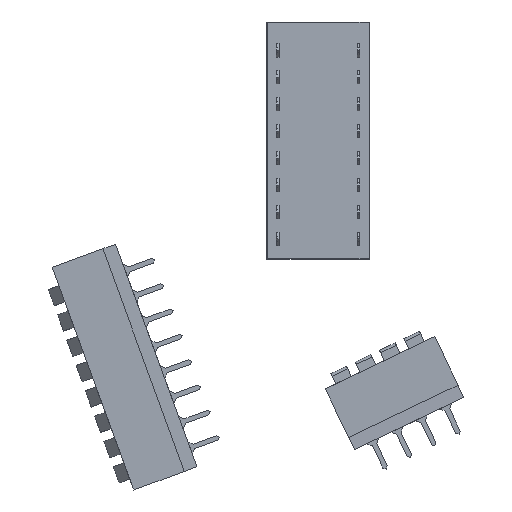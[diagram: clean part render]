
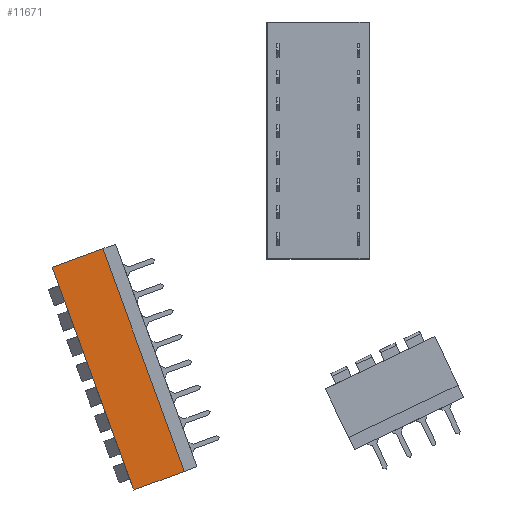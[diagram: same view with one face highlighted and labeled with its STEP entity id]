
A CAD part, front view. The second image highlights one B-rep face of the part: STEP entity #11671.
In plain terms, the highlighted face is planar.
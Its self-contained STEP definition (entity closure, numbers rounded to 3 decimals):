
#590 = EDGE_CURVE ( 'NONE', #2609, #10347, #9877, .T. ) ;
#1427 = DIRECTION ( 'NONE',  ( 1., 0., 0. ) ) ;
#1549 = VECTOR ( 'NONE', #11482, 1000. ) ;
#1923 = VECTOR ( 'NONE', #8770, 1000. ) ;
#1936 = VECTOR ( 'NONE', #13348, 1000. ) ;
#2248 = LINE ( 'NONE', #12858, #1923 ) ;
#2277 = AXIS2_PLACEMENT_3D ( 'NONE', #7618, #1427, #8663 ) ;
#2528 = CARTESIAN_POINT ( 'NONE',  ( -1.016, 1.651, -1.905 ) ) ;
#2609 = VERTEX_POINT ( 'NONE', #2528 ) ;
#2960 = ORIENTED_EDGE ( 'NONE', *, *, #5572, .F. ) ;
#3114 = CARTESIAN_POINT ( 'NONE',  ( -1.016, 1.651, 20.447 ) ) ;
#4090 = CARTESIAN_POINT ( 'NONE',  ( -1.016, 1.651, -1.905 ) ) ;
#4785 = CARTESIAN_POINT ( 'NONE',  ( -1.016, 6.731, -1.905 ) ) ;
#4992 = ORIENTED_EDGE ( 'NONE', *, *, #9455, .F. ) ;
#5393 = FACE_OUTER_BOUND ( 'NONE', #13336, .T. ) ;
#5572 = EDGE_CURVE ( 'NONE', #7893, #10347, #2248, .T. ) ;
#5745 = CARTESIAN_POINT ( 'NONE',  ( -1.016, 6.731, 20.447 ) ) ;
#6575 = VECTOR ( 'NONE', #8855, 1000. ) ;
#6718 = CARTESIAN_POINT ( 'NONE',  ( -1.016, 6.731, -1.905 ) ) ;
#7025 = ORIENTED_EDGE ( 'NONE', *, *, #590, .T. ) ;
#7618 = CARTESIAN_POINT ( 'NONE',  ( -1.016, 6.731, -1.905 ) ) ;
#7893 = VERTEX_POINT ( 'NONE', #5745 ) ;
#8028 = LINE ( 'NONE', #12506, #1549 ) ;
#8663 = DIRECTION ( 'NONE',  ( 0., 0., -1. ) ) ;
#8770 = DIRECTION ( 'NONE',  ( 0., -1., 0. ) ) ;
#8855 = DIRECTION ( 'NONE',  ( 0., 0., 1. ) ) ;
#9062 = ORIENTED_EDGE ( 'NONE', *, *, #13189, .T. ) ;
#9455 = EDGE_CURVE ( 'NONE', #12427, #7893, #12095, .T. ) ;
#9660 = PLANE ( 'NONE',  #2277 ) ;
#9877 = LINE ( 'NONE', #4090, #1936 ) ;
#10347 = VERTEX_POINT ( 'NONE', #3114 ) ;
#11482 = DIRECTION ( 'NONE',  ( 0., -1., 0. ) ) ;
#11671 = ADVANCED_FACE ( 'NONE', ( #5393 ), #9660, .F. ) ;
#12095 = LINE ( 'NONE', #6718, #6575 ) ;
#12427 = VERTEX_POINT ( 'NONE', #4785 ) ;
#12506 = CARTESIAN_POINT ( 'NONE',  ( -1.016, 6.731, -1.905 ) ) ;
#12858 = CARTESIAN_POINT ( 'NONE',  ( -1.016, 6.731, 20.447 ) ) ;
#13189 = EDGE_CURVE ( 'NONE', #12427, #2609, #8028, .T. ) ;
#13336 = EDGE_LOOP ( 'NONE', ( #9062, #7025, #2960, #4992 ) ) ;
#13348 = DIRECTION ( 'NONE',  ( 0., 0., 1. ) ) ;
